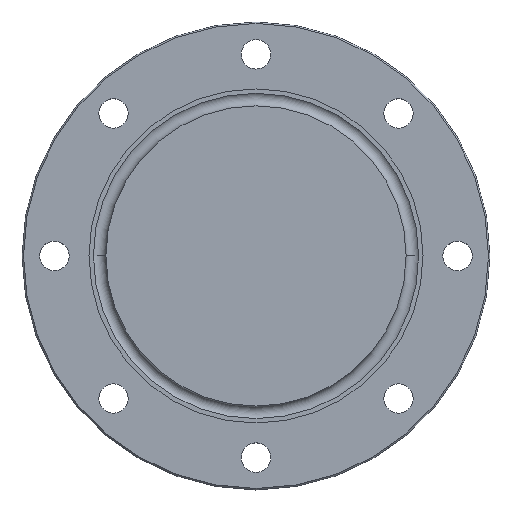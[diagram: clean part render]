
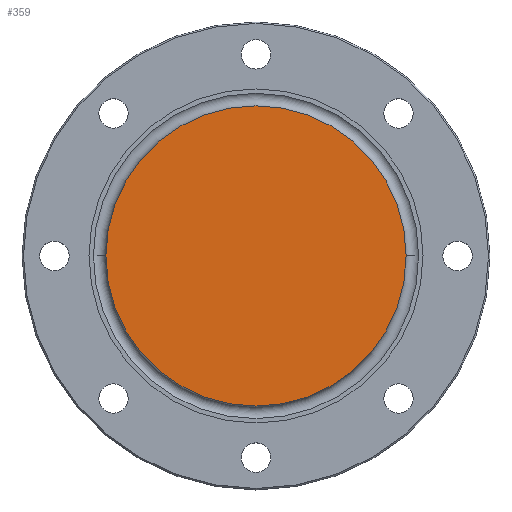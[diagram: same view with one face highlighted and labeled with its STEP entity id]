
A CAD part, top view. The second image highlights one B-rep face of the part: STEP entity #359.
In plain terms, the highlighted planar face has unit normal (0, 0, 1).
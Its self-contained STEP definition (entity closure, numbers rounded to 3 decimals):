
#29 = VERTEX_POINT ( 'NONE', #230 ) ;
#32 = DIRECTION ( 'NONE',  ( 1., 0., 0. ) ) ;
#58 = VERTEX_POINT ( 'NONE', #947 ) ;
#230 = CARTESIAN_POINT ( 'NONE',  ( -51.009, 0., 13.5 ) ) ;
#244 = CARTESIAN_POINT ( 'NONE',  ( 0., 51.009, 13.5 ) ) ;
#253 = FACE_OUTER_BOUND ( 'NONE', #905, .T. ) ;
#254 = DIRECTION ( 'NONE',  ( 0., 0., 1. ) ) ;
#359 = ADVANCED_FACE ( 'NONE', ( #253 ), #949, .F. ) ;
#403 = CIRCLE ( 'NONE', #676, 51.009 ) ;
#483 = DIRECTION ( 'NONE',  ( 1., 0., 0. ) ) ;
#550 = DIRECTION ( 'NONE',  ( 0., 0., -1. ) ) ;
#552 = CARTESIAN_POINT ( 'NONE',  ( 0., 0., 13.5 ) ) ;
#581 = CIRCLE ( 'NONE', #892, 51.009 ) ;
#624 = DIRECTION ( 'NONE',  ( -1., 0., 0. ) ) ;
#676 = AXIS2_PLACEMENT_3D ( 'NONE', #552, #884, #32 ) ;
#733 = EDGE_CURVE ( 'NONE', #58, #29, #403, .T. ) ;
#736 = AXIS2_PLACEMENT_3D ( 'NONE', #244, #550, #624 ) ;
#796 = ORIENTED_EDGE ( 'NONE', *, *, #952, .T. ) ;
#812 = ORIENTED_EDGE ( 'NONE', *, *, #733, .T. ) ;
#884 = DIRECTION ( 'NONE',  ( 0., 0., 1. ) ) ;
#892 = AXIS2_PLACEMENT_3D ( 'NONE', #963, #254, #483 ) ;
#905 = EDGE_LOOP ( 'NONE', ( #812, #796 ) ) ;
#947 = CARTESIAN_POINT ( 'NONE',  ( 51.009, 0., 13.5 ) ) ;
#949 = PLANE ( 'NONE',  #736 ) ;
#952 = EDGE_CURVE ( 'NONE', #29, #58, #581, .T. ) ;
#963 = CARTESIAN_POINT ( 'NONE',  ( 0., 0., 13.5 ) ) ;
